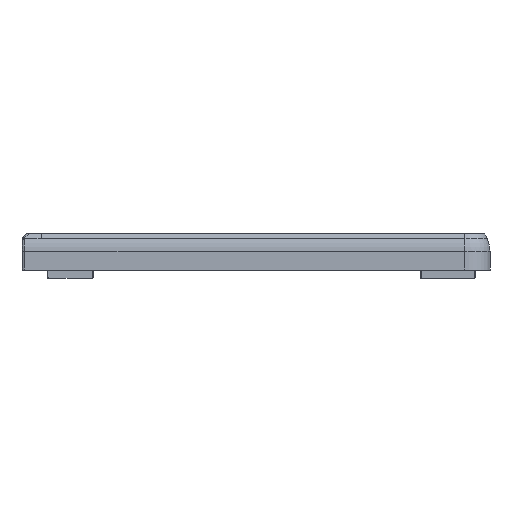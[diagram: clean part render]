
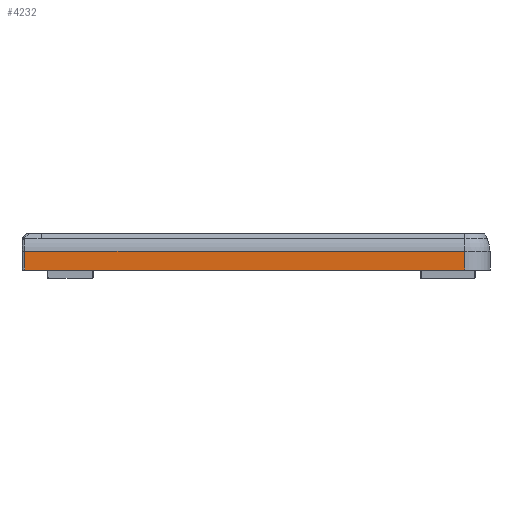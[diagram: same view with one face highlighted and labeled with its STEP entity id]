
A CAD part, left-side view. The second image highlights one B-rep face of the part: STEP entity #4232.
In plain terms, the highlighted planar face has unit normal (-1, 0, 0).
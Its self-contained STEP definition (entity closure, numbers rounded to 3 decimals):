
#203 = VECTOR ( 'NONE', #2107, 1000. ) ;
#482 = CARTESIAN_POINT ( 'NONE',  ( -83., 41.3, 0. ) ) ;
#591 = PLANE ( 'NONE',  #1776 ) ;
#710 = CARTESIAN_POINT ( 'NONE',  ( -83., 41.3, 3.32 ) ) ;
#964 = CARTESIAN_POINT ( 'NONE',  ( -83., -41.5, 0. ) ) ;
#1061 = VERTEX_POINT ( 'NONE', #482 ) ;
#1354 = EDGE_CURVE ( 'NONE', #3109, #3333, #6890, .T. ) ;
#1776 = AXIS2_PLACEMENT_3D ( 'NONE', #5016, #3830, #7235 ) ;
#1834 = DIRECTION ( 'NONE',  ( 0., 0., 1. ) ) ;
#2107 = DIRECTION ( 'NONE',  ( 0., -1., 0. ) ) ;
#2261 = ORIENTED_EDGE ( 'NONE', *, *, #2388, .T. ) ;
#2388 = EDGE_CURVE ( 'NONE', #3989, #1061, #6610, .T. ) ;
#2828 = VECTOR ( 'NONE', #1834, 1000. ) ;
#2935 = CARTESIAN_POINT ( 'NONE',  ( -83., -37., 3.32 ) ) ;
#2975 = CARTESIAN_POINT ( 'NONE',  ( -83., -37., 5.7 ) ) ;
#3109 = VERTEX_POINT ( 'NONE', #6415 ) ;
#3333 = VERTEX_POINT ( 'NONE', #2935 ) ;
#3829 = LINE ( 'NONE', #964, #203 ) ;
#3830 = DIRECTION ( 'NONE',  ( 1., 0., 0. ) ) ;
#3975 = FACE_OUTER_BOUND ( 'NONE', #4699, .T. ) ;
#3989 = VERTEX_POINT ( 'NONE', #710 ) ;
#4232 = ADVANCED_FACE ( 'NONE', ( #3975 ), #591, .F. ) ;
#4433 = ORIENTED_EDGE ( 'NONE', *, *, #6020, .T. ) ;
#4699 = EDGE_LOOP ( 'NONE', ( #5010, #2261, #4433, #6417 ) ) ;
#5010 = ORIENTED_EDGE ( 'NONE', *, *, #6635, .T. ) ;
#5016 = CARTESIAN_POINT ( 'NONE',  ( -83., -41.5, 5.7 ) ) ;
#5266 = LINE ( 'NONE', #6337, #5870 ) ;
#5506 = DIRECTION ( 'NONE',  ( 0., 0., -1. ) ) ;
#5870 = VECTOR ( 'NONE', #6446, 1000. ) ;
#6020 = EDGE_CURVE ( 'NONE', #1061, #3109, #3829, .T. ) ;
#6337 = CARTESIAN_POINT ( 'NONE',  ( -83., 41.5, 3.32 ) ) ;
#6415 = CARTESIAN_POINT ( 'NONE',  ( -83., -37., 0. ) ) ;
#6417 = ORIENTED_EDGE ( 'NONE', *, *, #1354, .T. ) ;
#6446 = DIRECTION ( 'NONE',  ( 0., 1., 0. ) ) ;
#6610 = LINE ( 'NONE', #7202, #6851 ) ;
#6635 = EDGE_CURVE ( 'NONE', #3333, #3989, #5266, .T. ) ;
#6851 = VECTOR ( 'NONE', #5506, 1000. ) ;
#6890 = LINE ( 'NONE', #2975, #2828 ) ;
#7202 = CARTESIAN_POINT ( 'NONE',  ( -83., 41.3, 0. ) ) ;
#7235 = DIRECTION ( 'NONE',  ( 0., 0., -1. ) ) ;
